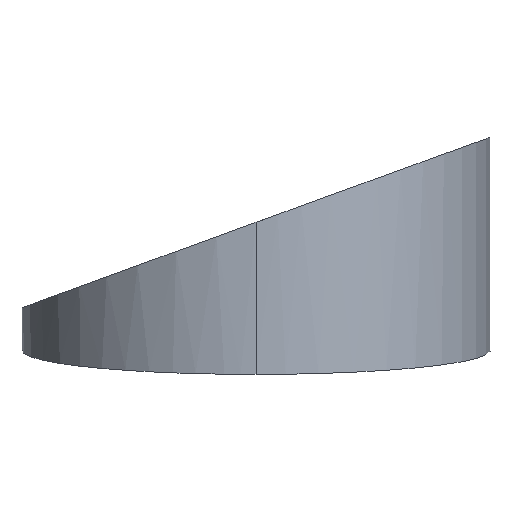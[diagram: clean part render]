
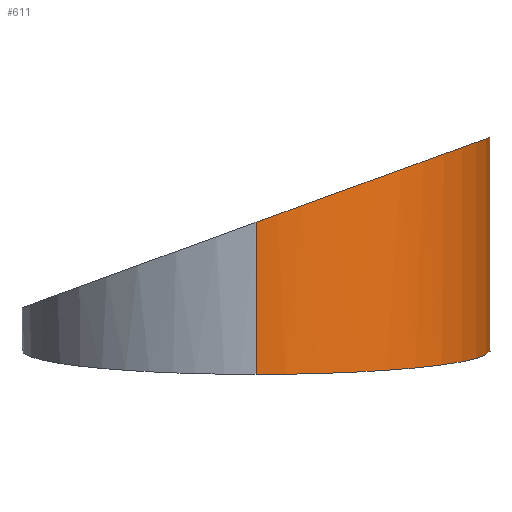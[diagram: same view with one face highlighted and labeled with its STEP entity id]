
A CAD part, top view. The second image highlights one B-rep face of the part: STEP entity #611.
In plain terms, the highlighted cylindrical face has radius 17.5 mm (diameter 35 mm), a partial arc.
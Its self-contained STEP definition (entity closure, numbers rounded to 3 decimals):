
#65 = VECTOR ( 'NONE', #2148, 1000. ) ;
#176 = CARTESIAN_POINT ( 'NONE',  ( 35., 24.108, 17.5 ) ) ;
#196 = ORIENTED_EDGE ( 'NONE', *, *, #1296, .F. ) ;
#347 = CARTESIAN_POINT ( 'NONE',  ( 35., 3.679, -17.5 ) ) ;
#372 = ORIENTED_EDGE ( 'NONE', *, *, #1759, .T. ) ;
#477 = EDGE_LOOP ( 'NONE', ( #372, #2159, #1891, #196 ) ) ;
#512 = VECTOR ( 'NONE', #796, 1000. ) ;
#595 = EDGE_CURVE ( 'NONE', #710, #1586, #1119, .T. ) ;
#611 = ADVANCED_FACE ( 'NONE', ( #2137 ), #1262, .T. ) ;
#618 = CARTESIAN_POINT ( 'NONE',  ( 0., 3.679, -17.5 ) ) ;
#632 = DIRECTION ( 'NONE',  ( 0., -1., 0. ) ) ;
#669 = VERTEX_POINT ( 'NONE', #618 ) ;
#673 = CARTESIAN_POINT ( 'NONE',  ( 0., 11.369, -17.5 ) ) ;
#710 = VERTEX_POINT ( 'NONE', #1528 ) ;
#795 = AXIS2_PLACEMENT_3D ( 'NONE', #1933, #632, #983 ) ;
#796 = DIRECTION ( 'NONE',  ( 0., -1., 0. ) ) ;
#867 = CARTESIAN_POINT ( 'NONE',  ( 0., 0., 17.5 ) ) ;
#953 =( BOUNDED_CURVE ( )  B_SPLINE_CURVE ( 3, ( #673, #1344, #176, #1473 ),
 .UNSPECIFIED., .F., .T. ) 
 B_SPLINE_CURVE_WITH_KNOTS ( ( 4, 4 ),
 ( 1.571, 4.712 ),
 .UNSPECIFIED. ) 
 CURVE ( )  GEOMETRIC_REPRESENTATION_ITEM ( )  RATIONAL_B_SPLINE_CURVE ( ( 1., 0.333, 0.333, 1. ) ) 
 REPRESENTATION_ITEM ( '' )  );
#963 = CARTESIAN_POINT ( 'NONE',  ( 0., 22.5, -17.5 ) ) ;
#968 = CARTESIAN_POINT ( 'NONE',  ( 0., 0., 17.5 ) ) ;
#983 = DIRECTION ( 'NONE',  ( 0., 0., -1. ) ) ;
#1119 = LINE ( 'NONE', #1803, #65 ) ;
#1163 = EDGE_CURVE ( 'NONE', #1586, #669, #2011, .T. ) ;
#1187 = CARTESIAN_POINT ( 'NONE',  ( 35., 0., 17.5 ) ) ;
#1262 = CYLINDRICAL_SURFACE ( 'NONE', #795, 17.5 ) ;
#1296 = EDGE_CURVE ( 'NONE', #1722, #669, #1988, .T. ) ;
#1344 = CARTESIAN_POINT ( 'NONE',  ( 35., 24.108, -17.5 ) ) ;
#1414 = CARTESIAN_POINT ( 'NONE',  ( 0., 11.369, -17.5 ) ) ;
#1473 = CARTESIAN_POINT ( 'NONE',  ( 0., 11.369, 17.5 ) ) ;
#1528 = CARTESIAN_POINT ( 'NONE',  ( 0., 11.369, 17.5 ) ) ;
#1534 = CARTESIAN_POINT ( 'NONE',  ( 0., 3.679, -17.5 ) ) ;
#1586 = VERTEX_POINT ( 'NONE', #968 ) ;
#1722 = VERTEX_POINT ( 'NONE', #1414 ) ;
#1759 = EDGE_CURVE ( 'NONE', #1722, #710, #953, .T. ) ;
#1803 = CARTESIAN_POINT ( 'NONE',  ( 0., 22.5, 17.5 ) ) ;
#1891 = ORIENTED_EDGE ( 'NONE', *, *, #1163, .T. ) ;
#1933 = CARTESIAN_POINT ( 'NONE',  ( 0., 22.5, 0. ) ) ;
#1988 = LINE ( 'NONE', #963, #512 ) ;
#2011 =( BOUNDED_CURVE ( )  B_SPLINE_CURVE ( 3, ( #867, #1187, #347, #1534 ),
 .UNSPECIFIED., .F., .T. ) 
 B_SPLINE_CURVE_WITH_KNOTS ( ( 4, 4 ),
 ( 0., 3.142 ),
 .UNSPECIFIED. ) 
 CURVE ( )  GEOMETRIC_REPRESENTATION_ITEM ( )  RATIONAL_B_SPLINE_CURVE ( ( 1., 0.333, 0.333, 1. ) ) 
 REPRESENTATION_ITEM ( '' )  );
#2137 = FACE_OUTER_BOUND ( 'NONE', #477, .T. ) ;
#2148 = DIRECTION ( 'NONE',  ( 0., -1., 0. ) ) ;
#2159 = ORIENTED_EDGE ( 'NONE', *, *, #595, .T. ) ;
